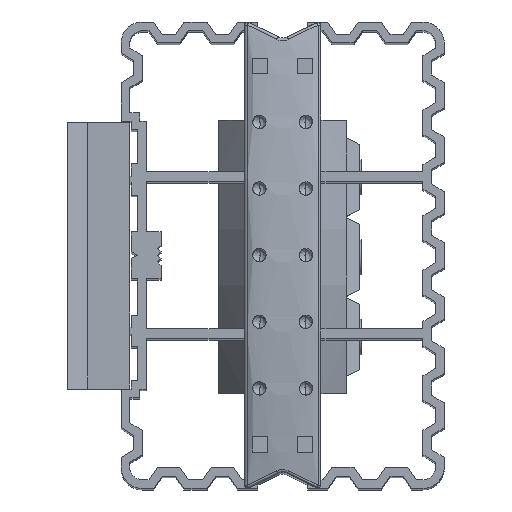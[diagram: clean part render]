
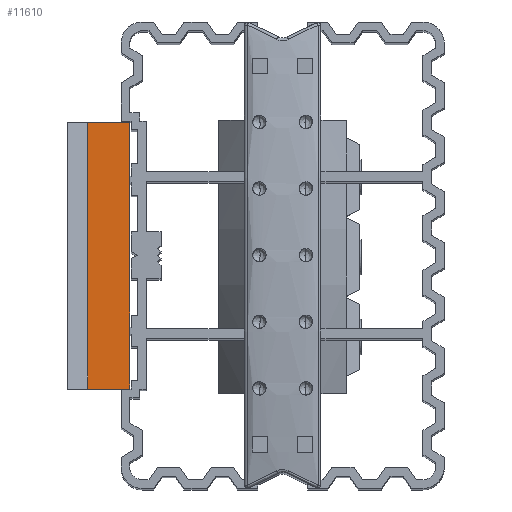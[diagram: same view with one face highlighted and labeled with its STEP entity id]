
A CAD part, top view. The second image highlights one B-rep face of the part: STEP entity #11610.
In plain terms, the highlighted planar face has unit normal (0, 0, 1).
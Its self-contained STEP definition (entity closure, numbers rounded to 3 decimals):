
#2463=DIRECTION('',(0.,1.,0.));
#2464=VECTOR('',#2463,1.);
#2465=CARTESIAN_POINT('',(-22.95,10.85,19.75));
#2466=LINE('',#2465,#2464);
#2467=DIRECTION('',(0.,1.,0.));
#2468=VECTOR('',#2467,1.);
#2469=CARTESIAN_POINT('',(-22.95,-11.85,19.75));
#2470=LINE('',#2469,#2468);
#2471=DIRECTION('',(0.,1.,0.));
#2472=VECTOR('',#2471,40.);
#2473=CARTESIAN_POINT('',(-29.25,-20.,19.75));
#2474=LINE('',#2473,#2472);
#2479=DIRECTION('',(0.,1.,0.));
#2480=VECTOR('',#2479,8.15);
#2481=CARTESIAN_POINT('',(-22.95,11.85,19.75));
#2482=LINE('',#2481,#2480);
#2491=DIRECTION('',(0.,1.,0.));
#2492=VECTOR('',#2491,21.7);
#2493=CARTESIAN_POINT('',(-22.95,-10.85,19.75));
#2494=LINE('',#2493,#2492);
#2499=DIRECTION('',(0.,1.,0.));
#2500=VECTOR('',#2499,8.15);
#2501=CARTESIAN_POINT('',(-22.95,-20.,19.75));
#2502=LINE('',#2501,#2500);
#2580=DIRECTION('',(1.,0.,0.));
#2581=VECTOR('',#2580,6.3);
#2582=CARTESIAN_POINT('',(-29.25,20.,19.75));
#2583=LINE('',#2582,#2581);
#2636=DIRECTION('',(1.,0.,0.));
#2637=VECTOR('',#2636,6.3);
#2638=CARTESIAN_POINT('',(-29.25,-20.,19.75));
#2639=LINE('',#2638,#2637);
#9219=CARTESIAN_POINT('',(-29.25,-20.,19.75));
#9220=VERTEX_POINT('',#9219);
#9221=CARTESIAN_POINT('',(-22.95,-20.,19.75));
#9222=VERTEX_POINT('',#9221);
#9261=CARTESIAN_POINT('',(-29.25,20.,19.75));
#9262=VERTEX_POINT('',#9261);
#9263=CARTESIAN_POINT('',(-22.95,20.,19.75));
#9264=VERTEX_POINT('',#9263);
#9325=CARTESIAN_POINT('',(-22.95,10.85,19.75));
#9326=CARTESIAN_POINT('',(-22.95,11.85,19.75));
#9327=VERTEX_POINT('',#9325);
#9328=VERTEX_POINT('',#9326);
#9329=CARTESIAN_POINT('',(-22.95,-11.85,19.75));
#9330=CARTESIAN_POINT('',(-22.95,-10.85,19.75));
#9331=VERTEX_POINT('',#9329);
#9332=VERTEX_POINT('',#9330);
#11588=CARTESIAN_POINT('',(-29.25,-20.,19.75));
#11589=DIRECTION('',(0.,0.,1.));
#11590=DIRECTION('',(1.,0.,0.));
#11591=AXIS2_PLACEMENT_3D('',#11588,#11589,#11590);
#11592=PLANE('',#11591);
#11593=ORIENTED_EDGE('',*,*,#11565,.F.);
#11595=ORIENTED_EDGE('',*,*,#11594,.F.);
#11597=ORIENTED_EDGE('',*,*,#11596,.F.);
#11599=ORIENTED_EDGE('',*,*,#11598,.F.);
#11601=ORIENTED_EDGE('',*,*,#11600,.F.);
#11603=ORIENTED_EDGE('',*,*,#11602,.T.);
#11605=ORIENTED_EDGE('',*,*,#11604,.T.);
#11607=ORIENTED_EDGE('',*,*,#11606,.F.);
#11608=EDGE_LOOP('',(#11593,#11595,#11597,#11599,#11601,#11603,#11605,#11607));
#11609=FACE_OUTER_BOUND('',#11608,.F.);
#11610=ADVANCED_FACE('',(#11609),#11592,.T.);
#11565=EDGE_CURVE('',#9327,#9328,#2466,.T.);
#11594=EDGE_CURVE('',#9332,#9327,#2494,.T.);
#11596=EDGE_CURVE('',#9331,#9332,#2470,.T.);
#11598=EDGE_CURVE('',#9222,#9331,#2502,.T.);
#11600=EDGE_CURVE('',#9220,#9222,#2639,.T.);
#11602=EDGE_CURVE('',#9220,#9262,#2474,.T.);
#11604=EDGE_CURVE('',#9262,#9264,#2583,.T.);
#11606=EDGE_CURVE('',#9328,#9264,#2482,.T.);
